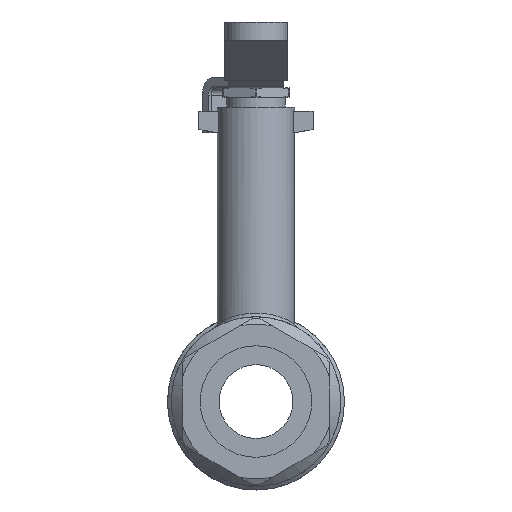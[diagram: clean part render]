
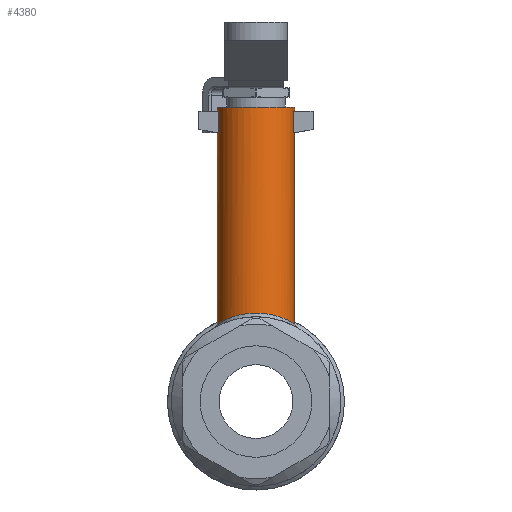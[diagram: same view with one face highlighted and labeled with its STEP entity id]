
A CAD part, front view. The second image highlights one B-rep face of the part: STEP entity #4380.
In plain terms, the highlighted cylindrical face has radius 10.5 mm (diameter 21 mm), a full revolution.
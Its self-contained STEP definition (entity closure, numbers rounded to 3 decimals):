
#29=ELLIPSE('',#6279,10.645,10.5);
#30=ELLIPSE('',#6281,10.645,10.5);
#84=B_SPLINE_CURVE_WITH_KNOTS('',3,(#8689,#8690,#8691,#8692),
 .UNSPECIFIED.,.F.,.F.,(4,4),(0.,0.002),.UNSPECIFIED.);
#85=B_SPLINE_CURVE_WITH_KNOTS('',3,(#8695,#8696,#8697,#8698,#8699,#8700,
#8701,#8702),.UNSPECIFIED.,.F.,.F.,(4,1,1,1,1,4),(0.,
0.005,0.011,0.014,0.016,
0.022),.UNSPECIFIED.);
#86=B_SPLINE_CURVE_WITH_KNOTS('',3,(#8704,#8705,#8706,#8707),
 .UNSPECIFIED.,.F.,.F.,(4,4),(0.,0.002),.UNSPECIFIED.);
#87=B_SPLINE_CURVE_WITH_KNOTS('',3,(#8709,#8710,#8711,#8712,#8713,#8714,
#8715,#8716,#8717,#8718,#8719,#8720,#8721,#8722,#8723),.UNSPECIFIED.,.F.,
 .F.,(4,1,1,1,1,1,1,1,1,1,1,1,4),(0.,0.003,0.005,
0.011,0.016,0.019,0.022,
0.024,0.027,0.033,0.035,
0.038,0.044),.UNSPECIFIED.);
#312=CYLINDRICAL_SURFACE('',#6278,10.5);
#458=CIRCLE('',#6280,10.5);
#459=CIRCLE('',#6282,10.5);
#460=CIRCLE('',#6283,10.5);
#1146=ORIENTED_EDGE('',*,*,#2089,.T.);
#1147=ORIENTED_EDGE('',*,*,#2090,.T.);
#1148=ORIENTED_EDGE('',*,*,#2091,.T.);
#1149=ORIENTED_EDGE('',*,*,#2092,.T.);
#1150=ORIENTED_EDGE('',*,*,#2093,.T.);
#1151=ORIENTED_EDGE('',*,*,#2094,.T.);
#1152=ORIENTED_EDGE('',*,*,#2095,.T.);
#1153=ORIENTED_EDGE('',*,*,#2096,.T.);
#1154=ORIENTED_EDGE('',*,*,#2097,.T.);
#1155=ORIENTED_EDGE('',*,*,#2098,.T.);
#1156=ORIENTED_EDGE('',*,*,#2099,.T.);
#1157=ORIENTED_EDGE('',*,*,#2100,.T.);
#1158=ORIENTED_EDGE('',*,*,#2101,.T.);
#2089=EDGE_CURVE('',#2604,#2605,#84,.T.);
#2090=EDGE_CURVE('',#2605,#2606,#85,.T.);
#2091=EDGE_CURVE('',#2606,#2607,#86,.T.);
#2092=EDGE_CURVE('',#2607,#2604,#87,.T.);
#2093=EDGE_CURVE('',#2608,#2609,#2968,.T.);
#2094=EDGE_CURVE('',#2609,#2610,#29,.T.);
#2095=EDGE_CURVE('',#2610,#2611,#2969,.F.);
#2096=EDGE_CURVE('',#2611,#2608,#458,.F.);
#2097=EDGE_CURVE('',#2612,#2613,#2970,.T.);
#2098=EDGE_CURVE('',#2613,#2614,#30,.T.);
#2099=EDGE_CURVE('',#2614,#2615,#2971,.F.);
#2100=EDGE_CURVE('',#2615,#2612,#459,.F.);
#2101=EDGE_CURVE('',#2616,#2616,#460,.T.);
#2604=VERTEX_POINT('',#8693);
#2605=VERTEX_POINT('',#8694);
#2606=VERTEX_POINT('',#8703);
#2607=VERTEX_POINT('',#8708);
#2608=VERTEX_POINT('',#8725);
#2609=VERTEX_POINT('',#8726);
#2610=VERTEX_POINT('',#8728);
#2611=VERTEX_POINT('',#8730);
#2612=VERTEX_POINT('',#8733);
#2613=VERTEX_POINT('',#8734);
#2614=VERTEX_POINT('',#8736);
#2615=VERTEX_POINT('',#8738);
#2616=VERTEX_POINT('',#8741);
#2968=LINE('',#8724,#3257);
#2969=LINE('',#8729,#3258);
#2970=LINE('',#8732,#3259);
#2971=LINE('',#8737,#3260);
#3257=VECTOR('',#7179,1000.);
#3258=VECTOR('',#7182,1000.);
#3259=VECTOR('',#7185,1000.);
#3260=VECTOR('',#7188,1000.);
#3534=EDGE_LOOP('',(#1146,#1147,#1148,#1149));
#3535=EDGE_LOOP('',(#1150,#1151,#1152,#1153));
#3536=EDGE_LOOP('',(#1154,#1155,#1156,#1157));
#3537=EDGE_LOOP('',(#1158));
#3904=FACE_BOUND('',#3534,.T.);
#3905=FACE_BOUND('',#3535,.T.);
#3906=FACE_BOUND('',#3536,.T.);
#3907=FACE_BOUND('',#3537,.T.);
#4380=ADVANCED_FACE('',(#3904,#3905,#3906,#3907),#312,.T.);
#6278=AXIS2_PLACEMENT_3D('',#8688,#7177,#7178);
#6279=AXIS2_PLACEMENT_3D('',#8727,#7180,#7181);
#6280=AXIS2_PLACEMENT_3D('',#8731,#7183,#7184);
#6281=AXIS2_PLACEMENT_3D('',#8735,#7186,#7187);
#6282=AXIS2_PLACEMENT_3D('',#8739,#7189,#7190);
#6283=AXIS2_PLACEMENT_3D('',#8740,#7191,#7192);
#7177=DIRECTION('',(0.,0.,-1.));
#7178=DIRECTION('',(-1.,0.,0.));
#7179=DIRECTION('',(0.,0.,-1.));
#7180=DIRECTION('',(0.164,0.,-0.986));
#7181=DIRECTION('',(-0.986,0.,-0.164));
#7182=DIRECTION('',(0.,0.,-1.));
#7183=DIRECTION('',(0.,0.,-1.));
#7184=DIRECTION('',(-1.,0.,0.));
#7185=DIRECTION('',(0.,0.,-1.));
#7186=DIRECTION('',(-0.164,0.,-0.986));
#7187=DIRECTION('',(0.986,0.,-0.164));
#7188=DIRECTION('',(0.,0.,-1.));
#7189=DIRECTION('',(0.,0.,-1.));
#7190=DIRECTION('',(-1.,0.,0.));
#7191=DIRECTION('',(0.,0.,-1.));
#7192=DIRECTION('',(1.,0.,0.));
#8688=CARTESIAN_POINT('',(0.,0.,79.8));
#8689=CARTESIAN_POINT('',(9.417,4.644,21.671));
#8690=CARTESIAN_POINT('',(9.266,4.952,22.123));
#8691=CARTESIAN_POINT('',(9.097,5.256,22.573));
#8692=CARTESIAN_POINT('',(8.909,5.557,23.017));
#8693=CARTESIAN_POINT('',(9.417,4.644,21.671));
#8694=CARTESIAN_POINT('',(8.909,5.557,23.017));
#8695=CARTESIAN_POINT('',(8.909,5.557,23.017));
#8696=CARTESIAN_POINT('',(7.972,7.06,23.452));
#8697=CARTESIAN_POINT('',(5.396,9.53,24.489));
#8698=CARTESIAN_POINT('',(0.91,10.74,25.124));
#8699=CARTESIAN_POINT('',(-2.719,10.262,24.878));
#8700=CARTESIAN_POINT('',(-6.038,8.905,24.224));
#8701=CARTESIAN_POINT('',(-7.972,7.059,23.452));
#8702=CARTESIAN_POINT('',(-8.909,5.557,23.017));
#8703=CARTESIAN_POINT('',(-8.909,5.557,23.017));
#8704=CARTESIAN_POINT('',(-8.909,5.557,23.017));
#8705=CARTESIAN_POINT('',(-9.097,5.256,22.573));
#8706=CARTESIAN_POINT('',(-9.266,4.952,22.123));
#8707=CARTESIAN_POINT('',(-9.417,4.644,21.671));
#8708=CARTESIAN_POINT('',(-9.417,4.644,21.671));
#8709=CARTESIAN_POINT('',(-9.417,4.644,21.671));
#8710=CARTESIAN_POINT('',(-9.81,3.846,21.466));
#8711=CARTESIAN_POINT('',(-10.398,2.142,21.129));
#8712=CARTESIAN_POINT('',(-10.67,-1.496,20.959));
#8713=CARTESIAN_POINT('',(-9.248,-5.853,21.845));
#8714=CARTESIAN_POINT('',(-6.013,-8.917,23.198));
#8715=CARTESIAN_POINT('',(-2.715,-10.263,23.874));
#8716=CARTESIAN_POINT('',(0.02,-10.619,24.063));
#8717=CARTESIAN_POINT('',(2.716,-10.26,23.872));
#8718=CARTESIAN_POINT('',(6.014,-8.92,23.198));
#8719=CARTESIAN_POINT('',(8.602,-6.458,22.12));
#8720=CARTESIAN_POINT('',(10.107,-3.241,21.303));
#8721=CARTESIAN_POINT('',(10.769,0.328,20.9));
#8722=CARTESIAN_POINT('',(10.203,3.051,21.261));
#8723=CARTESIAN_POINT('',(9.417,4.644,21.671));
#8724=CARTESIAN_POINT('',(10.133,2.75,79.8));
#8725=CARTESIAN_POINT('',(10.133,2.75,78.8));
#8726=CARTESIAN_POINT('',(10.133,2.75,72.906));
#8727=CARTESIAN_POINT('',(0.,0.,71.217));
#8728=CARTESIAN_POINT('',(10.133,-2.75,72.906));
#8729=CARTESIAN_POINT('',(10.133,-2.75,79.8));
#8730=CARTESIAN_POINT('',(10.133,-2.75,78.8));
#8731=CARTESIAN_POINT('',(0.,0.,78.8));
#8732=CARTESIAN_POINT('',(-10.133,-2.75,79.8));
#8733=CARTESIAN_POINT('',(-10.133,-2.75,78.8));
#8734=CARTESIAN_POINT('',(-10.133,-2.75,72.906));
#8735=CARTESIAN_POINT('',(0.,0.,71.217));
#8736=CARTESIAN_POINT('',(-10.133,2.75,72.906));
#8737=CARTESIAN_POINT('',(-10.133,2.75,79.8));
#8738=CARTESIAN_POINT('',(-10.133,2.75,78.8));
#8739=CARTESIAN_POINT('',(0.,0.,78.8));
#8740=CARTESIAN_POINT('',(0.,0.,79.8));
#8741=CARTESIAN_POINT('',(10.5,0.,79.8));
